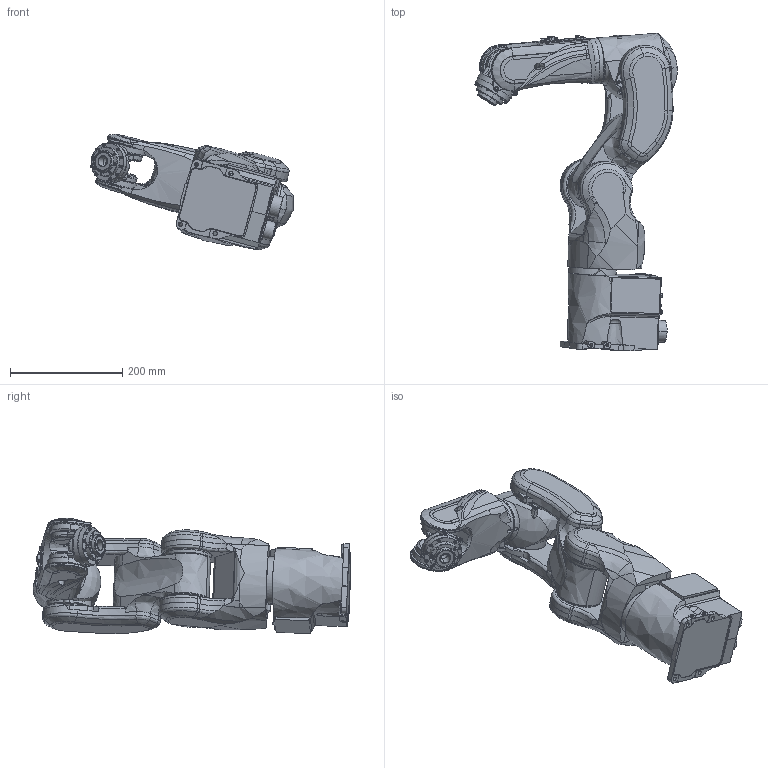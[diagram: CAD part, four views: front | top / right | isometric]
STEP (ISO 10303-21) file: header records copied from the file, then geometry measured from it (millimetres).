
FILE_DESCRIPTION(('FreeCAD Model'),'2;1');
FILE_NAME('Open CASCADE Shape Model','2025-05-02T15:53:40',('FreeCAD'),( 'FreeCAD'),'Open CASCADE STEP processor 7.6','FreeCAD','Unknown');
FILE_SCHEMA(('AUTOMOTIVE_DESIGN { 1 0 10303 214 1 1 1 1 }'));
Products named in the file (1): Open CASCADE STEP translator 7.6 1
Bounding box: 360.55 x 565.38 x 205.12 mm (x, y, z)
Volume: 8770111.1 mm3; surface area: 672105.2 mm2
Topology: 10 solids, 15 shells, 1721 faces, 4410 edges, 2807 vertices
Faces by surface type: bspline 1721
Entity records: 59144 total; most frequent: CARTESIAN_POINT 34201, ORIENTED_EDGE 8744, EDGE_CURVE 4372, B_SPLINE_CURVE_WITH_KNOTS 2819, VERTEX_POINT 2803, FACE_BOUND 1869, EDGE_LOOP 1869, ADVANCED_FACE 1713
